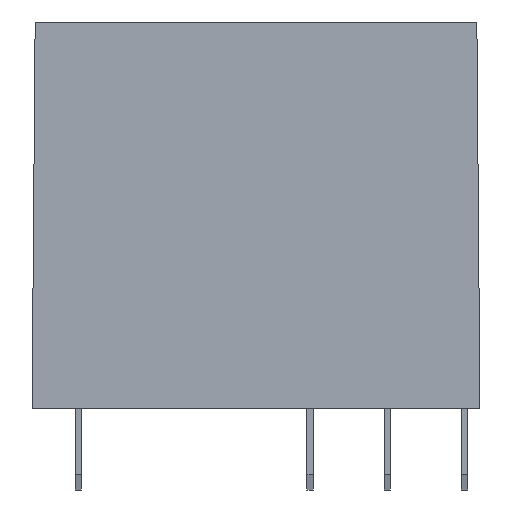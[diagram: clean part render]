
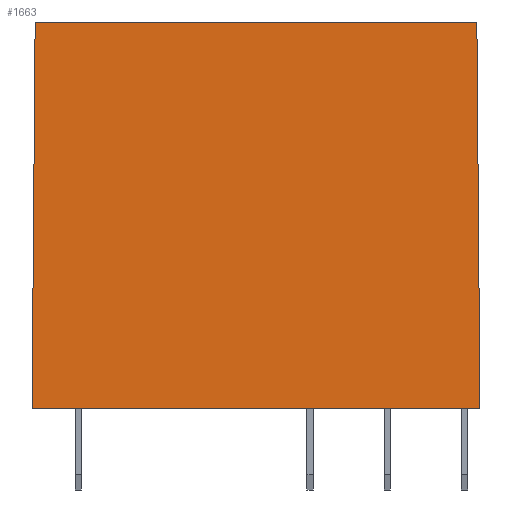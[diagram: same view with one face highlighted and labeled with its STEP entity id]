
A CAD part, front view. The second image highlights one B-rep face of the part: STEP entity #1663.
In plain terms, the highlighted planar face has unit normal (0, -1, 0.008).
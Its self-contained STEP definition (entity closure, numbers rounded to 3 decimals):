
#1598=CARTESIAN_POINT('',(-15.3,-6.,25.));
#1599=VERTEX_POINT('',#1598);
#1616=CARTESIAN_POINT('',(-15.5,-6.2,0.));
#1617=VERTEX_POINT('',#1616);
#1624=CARTESIAN_POINT('',(-15.5,-6.2,0.));
#1625=DIRECTION('',(0.008,0.008,1.));
#1626=VECTOR('',#1625,25.002);
#1627=LINE('',#1624,#1626);
#1628=EDGE_CURVE('',#1617,#1599,#1627,.T.);
#1633=CARTESIAN_POINT('',(-1.,-6.1,12.5));
#1634=DIRECTION('',(0.,-1.,0.008));
#1635=DIRECTION('',(0.,0.008,1.));
#1636=AXIS2_PLACEMENT_3D('',#1633,#1634,#1635);
#1637=PLANE('',#1636);
#1638=CARTESIAN_POINT('',(13.3,-6.,25.));
#1639=VERTEX_POINT('',#1638);
#1640=CARTESIAN_POINT('',(13.3,-6.,25.));
#1641=DIRECTION('',(-1.0,0.0,0.0));
#1642=VECTOR('',#1641,28.6);
#1643=LINE('',#1640,#1642);
#1644=EDGE_CURVE('',#1639,#1599,#1643,.T.);
#1645=ORIENTED_EDGE('',*,*,#1644,.T.);
#1646=ORIENTED_EDGE('',*,*,#1628,.F.);
#1647=CARTESIAN_POINT('',(13.5,-6.2,0.));
#1648=VERTEX_POINT('',#1647);
#1649=CARTESIAN_POINT('',(-15.5,-6.2,0.));
#1650=DIRECTION('',(1.0,0.0,0.0));
#1651=VECTOR('',#1650,29.0);
#1652=LINE('',#1649,#1651);
#1653=EDGE_CURVE('',#1617,#1648,#1652,.T.);
#1654=ORIENTED_EDGE('',*,*,#1653,.T.);
#1655=CARTESIAN_POINT('',(13.3,-6.,25.));
#1656=DIRECTION('',(0.008,-0.008,-1.));
#1657=VECTOR('',#1656,25.002);
#1658=LINE('',#1655,#1657);
#1659=EDGE_CURVE('',#1639,#1648,#1658,.T.);
#1660=ORIENTED_EDGE('',*,*,#1659,.F.);
#1661=EDGE_LOOP('',(#1645,#1646,#1654,#1660));
#1662=FACE_OUTER_BOUND('',#1661,.T.);
#1663=ADVANCED_FACE('',(#1662),#1637,.T.);
